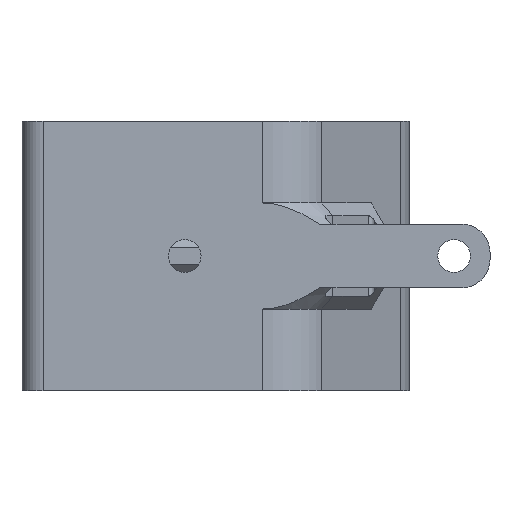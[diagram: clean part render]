
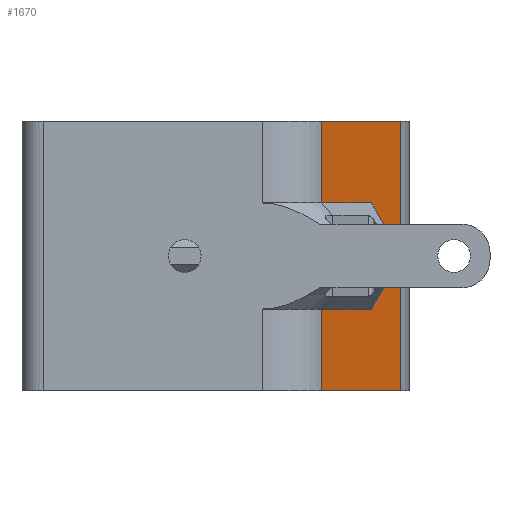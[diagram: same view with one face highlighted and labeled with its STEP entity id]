
A CAD part, front view. The second image highlights one B-rep face of the part: STEP entity #1670.
In plain terms, the highlighted planar face has unit normal (0.876, -0.482, 0).
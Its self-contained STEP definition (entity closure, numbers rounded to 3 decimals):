
#19 = DIRECTION ( 'NONE',  ( -0.482, -0.876, 0. ) ) ;
#145 = CARTESIAN_POINT ( 'NONE',  ( 19.36, -24.937, 38.1 ) ) ;
#166 = CARTESIAN_POINT ( 'NONE',  ( 19.36, -24.937, 0. ) ) ;
#178 = CARTESIAN_POINT ( 'NONE',  ( 30.536, -4.617, 38.1 ) ) ;
#192 = LINE ( 'NONE', #848, #2202 ) ;
#281 = LINE ( 'NONE', #733, #3374 ) ;
#297 = LINE ( 'NONE', #145, #1332 ) ;
#378 = DIRECTION ( 'NONE',  ( -0.482, -0.876, 0. ) ) ;
#396 = CARTESIAN_POINT ( 'NONE',  ( 30.536, -4.617, 38.1 ) ) ;
#461 = DIRECTION ( 'NONE',  ( 0., 0., -1. ) ) ;
#570 = CARTESIAN_POINT ( 'NONE',  ( 19.36, -24.937, 38.1 ) ) ;
#602 = EDGE_CURVE ( 'NONE', #2001, #1775, #297, .T. ) ;
#637 = DIRECTION ( 'NONE',  ( 0.482, 0.876, 0. ) ) ;
#724 = EDGE_CURVE ( 'NONE', #1775, #2148, #1895, .T. ) ;
#733 = CARTESIAN_POINT ( 'NONE',  ( 19.36, -24.937, 38.1 ) ) ;
#848 = CARTESIAN_POINT ( 'NONE',  ( 26.401, -12.136, 14.55 ) ) ;
#876 = DIRECTION ( 'NONE',  ( 0., 0., -1. ) ) ;
#920 = EDGE_CURVE ( 'NONE', #3367, #2001, #1791, .T. ) ;
#1033 = ORIENTED_EDGE ( 'NONE', *, *, #724, .T. ) ;
#1211 = ORIENTED_EDGE ( 'NONE', *, *, #2812, .F. ) ;
#1221 = FACE_OUTER_BOUND ( 'NONE', #3195, .T. ) ;
#1227 = CARTESIAN_POINT ( 'NONE',  ( 26.401, -12.136, 26.55 ) ) ;
#1275 = VERTEX_POINT ( 'NONE', #2374 ) ;
#1332 = VECTOR ( 'NONE', #461, 1000. ) ;
#1350 = DIRECTION ( 'NONE',  ( 0., 0., -1. ) ) ;
#1355 = CARTESIAN_POINT ( 'NONE',  ( 30.536, -4.617, 0. ) ) ;
#1381 = DIRECTION ( 'NONE',  ( -0.482, -0.876, 0. ) ) ;
#1496 = ORIENTED_EDGE ( 'NONE', *, *, #3814, .F. ) ;
#1560 = LINE ( 'NONE', #178, #1803 ) ;
#1620 = CARTESIAN_POINT ( 'NONE',  ( 19.36, -24.937, 38.1 ) ) ;
#1624 = EDGE_CURVE ( 'NONE', #3222, #1275, #2965, .T. ) ;
#1635 = VERTEX_POINT ( 'NONE', #1355 ) ;
#1669 = CARTESIAN_POINT ( 'NONE',  ( 19.36, -24.937, 11.55 ) ) ;
#1670 = ADVANCED_FACE ( 'NONE', ( #1221 ), #2011, .T. ) ;
#1775 = VERTEX_POINT ( 'NONE', #2022 ) ;
#1791 = LINE ( 'NONE', #1620, #2403 ) ;
#1795 = LINE ( 'NONE', #1822, #3484 ) ;
#1803 = VECTOR ( 'NONE', #876, 1000. ) ;
#1822 = CARTESIAN_POINT ( 'NONE',  ( 19.36, -24.937, 0. ) ) ;
#1895 = LINE ( 'NONE', #1227, #3392 ) ;
#2001 = VERTEX_POINT ( 'NONE', #3081 ) ;
#2011 = PLANE ( 'NONE',  #3393 ) ;
#2022 = CARTESIAN_POINT ( 'NONE',  ( 19.36, -24.937, 26.55 ) ) ;
#2046 = DIRECTION ( 'NONE',  ( 0., 0., 1. ) ) ;
#2071 = EDGE_CURVE ( 'NONE', #1275, #2368, #281, .T. ) ;
#2148 = VERTEX_POINT ( 'NONE', #3709 ) ;
#2202 = VECTOR ( 'NONE', #2046, 1000. ) ;
#2307 = DIRECTION ( 'NONE',  ( 0.876, -0.482, 0. ) ) ;
#2322 = DIRECTION ( 'NONE',  ( 0.482, 0.876, 0. ) ) ;
#2368 = VERTEX_POINT ( 'NONE', #166 ) ;
#2374 = CARTESIAN_POINT ( 'NONE',  ( 19.36, -24.937, 11.55 ) ) ;
#2403 = VECTOR ( 'NONE', #378, 1000. ) ;
#2638 = ORIENTED_EDGE ( 'NONE', *, *, #920, .T. ) ;
#2681 = VECTOR ( 'NONE', #1381, 1000. ) ;
#2812 = EDGE_CURVE ( 'NONE', #3222, #2148, #192, .T. ) ;
#2965 = LINE ( 'NONE', #1669, #2681 ) ;
#3081 = CARTESIAN_POINT ( 'NONE',  ( 19.36, -24.937, 38.1 ) ) ;
#3159 = EDGE_CURVE ( 'NONE', #3367, #1635, #1560, .T. ) ;
#3195 = EDGE_LOOP ( 'NONE', ( #3896, #1033, #1211, #3266, #3841, #1496, #3688, #2638 ) ) ;
#3222 = VERTEX_POINT ( 'NONE', #3327 ) ;
#3266 = ORIENTED_EDGE ( 'NONE', *, *, #1624, .T. ) ;
#3327 = CARTESIAN_POINT ( 'NONE',  ( 26.401, -12.136, 11.55 ) ) ;
#3367 = VERTEX_POINT ( 'NONE', #396 ) ;
#3374 = VECTOR ( 'NONE', #1350, 1000. ) ;
#3392 = VECTOR ( 'NONE', #637, 1000. ) ;
#3393 = AXIS2_PLACEMENT_3D ( 'NONE', #570, #2307, #2322 ) ;
#3484 = VECTOR ( 'NONE', #19, 1000. ) ;
#3688 = ORIENTED_EDGE ( 'NONE', *, *, #3159, .F. ) ;
#3709 = CARTESIAN_POINT ( 'NONE',  ( 26.401, -12.136, 26.55 ) ) ;
#3814 = EDGE_CURVE ( 'NONE', #1635, #2368, #1795, .T. ) ;
#3841 = ORIENTED_EDGE ( 'NONE', *, *, #2071, .T. ) ;
#3896 = ORIENTED_EDGE ( 'NONE', *, *, #602, .T. ) ;
